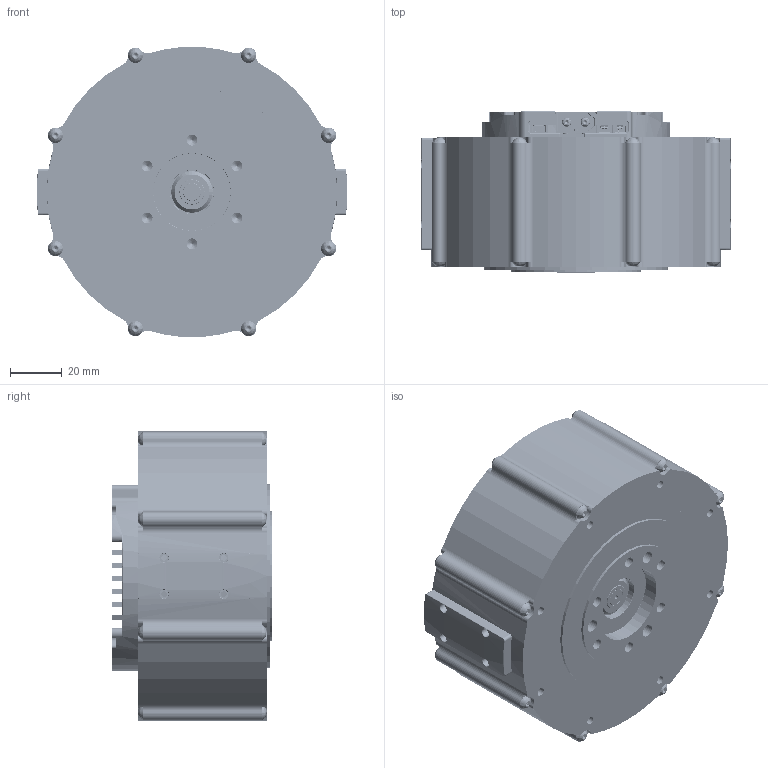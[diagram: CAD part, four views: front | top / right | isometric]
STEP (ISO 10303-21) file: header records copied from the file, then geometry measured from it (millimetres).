
FILE_DESCRIPTION((''),'2;1');
FILE_NAME('DM_10020_3D20240220002','2024-08-23T10:03:35',('005'),(''),'CREO PARAMETRIC BY PTC INC, 2020053','CREO PARAMETRIC BY PTC INC, 2020053','');
FILE_SCHEMA(('CONFIG_CONTROL_DESIGN'));
Products named in the file (4): DY_10020_B0001; DM_10020_3D00; DM100-V2_1; DM_10020_3D20240220002
Assembly tree (3 placements, depth 2):
  DM_10020_3D20240220002
    DY_10020_B0001
    DM_10020_3D00
    DM100-V2_1
Bounding box: 119.88 x 62 x 112 mm (x, y, z)
Volume: 509777.9 mm3; surface area: 79897.1 mm2
Topology: 3 solids, 43 shells, 5499 faces, 14305 edges, 9057 vertices
Faces by surface type: plane 2785, cylinder 1654, bspline 538, cone 295, extrusion 223, torus 4
Entity records: 343174 total; most frequent: CARTESIAN_POINT 215161, ORIENTED_EDGE 28354, DIRECTION 22925, EDGE_CURVE 14221, VECTOR 9205, VERTEX_POINT 9057, LINE 8982, AXIS2_PLACEMENT_3D 6860
